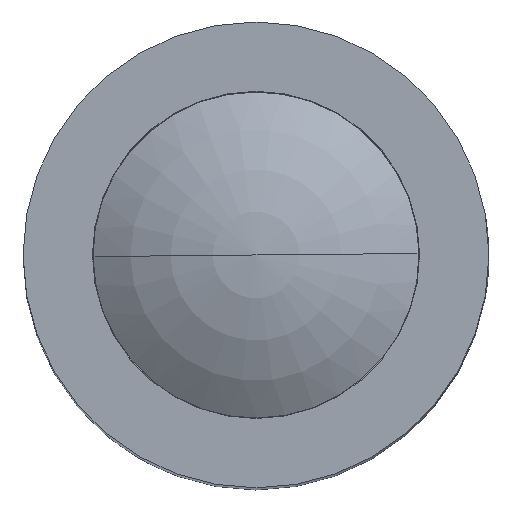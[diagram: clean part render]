
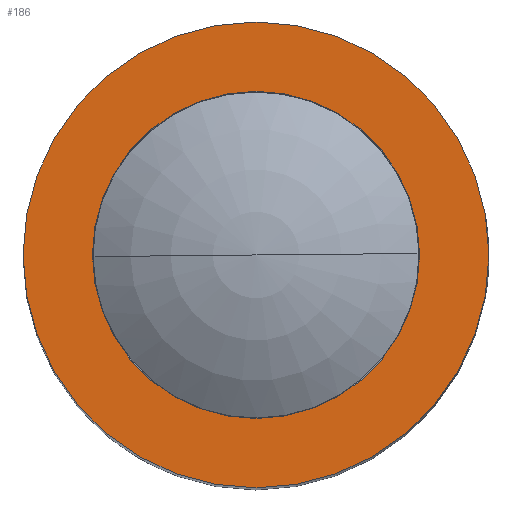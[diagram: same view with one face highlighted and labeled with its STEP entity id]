
A CAD part, top view. The second image highlights one B-rep face of the part: STEP entity #186.
In plain terms, the highlighted planar face has unit normal (0, 0, 1).
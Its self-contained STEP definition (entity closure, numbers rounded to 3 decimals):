
#14 = VERTEX_POINT ( 'NONE', #493 ) ;
#21 = VERTEX_POINT ( 'NONE', #398 ) ;
#22 = EDGE_CURVE ( 'NONE', #21, #14, #396, .T. ) ;
#171 = VERTEX_POINT ( 'NONE', #1042 ) ;
#173 = EDGE_CURVE ( 'NONE', #171, #174, #1053, .T. ) ;
#174 = VERTEX_POINT ( 'NONE', #1049 ) ;
#183 = ORIENTED_EDGE ( 'NONE', *, *, #22, .T. ) ;
#184 = ORIENTED_EDGE ( 'NONE', *, *, #200, .T. ) ;
#186 = ADVANCED_FACE ( 'NONE', ( #1156, #1155 ), #1080, .T. ) ;
#190 = EDGE_LOOP ( 'NONE', ( #183, #184 ) ) ;
#200 = EDGE_CURVE ( 'NONE', #14, #21, #1024, .T. ) ;
#215 = EDGE_CURVE ( 'NONE', #174, #171, #1172, .T. ) ;
#216 = ORIENTED_EDGE ( 'NONE', *, *, #215, .F. ) ;
#217 = ORIENTED_EDGE ( 'NONE', *, *, #173, .F. ) ;
#223 = EDGE_LOOP ( 'NONE', ( #216, #217 ) ) ;
#392 = DIRECTION ( 'NONE',  ( -1., 0., 0. ) ) ;
#393 = DIRECTION ( 'NONE',  ( 0., 0., 1. ) ) ;
#394 = CARTESIAN_POINT ( 'NONE',  ( 0., 0., 0. ) ) ;
#395 = AXIS2_PLACEMENT_3D ( 'NONE', #394, #393, #392 ) ;
#396 = CIRCLE ( 'NONE', #395, 2.858 ) ;
#398 = CARTESIAN_POINT ( 'NONE',  ( -2.858, 0., 0. ) ) ;
#493 = CARTESIAN_POINT ( 'NONE',  ( 2.857, 0., 0. ) ) ;
#1015 = DIRECTION ( 'NONE',  ( -1., 0., 0. ) ) ;
#1016 = DIRECTION ( 'NONE',  ( 0., 0., 1. ) ) ;
#1017 = CARTESIAN_POINT ( 'NONE',  ( 0., 0., 0. ) ) ;
#1018 = AXIS2_PLACEMENT_3D ( 'NONE', #1017, #1016, #1015 ) ;
#1024 = CIRCLE ( 'NONE', #1018, 2.858 ) ;
#1042 = CARTESIAN_POINT ( 'NONE',  ( 2.007, 0., 0. ) ) ;
#1049 = CARTESIAN_POINT ( 'NONE',  ( -2.007, 0., 0. ) ) ;
#1050 = DIRECTION ( 'NONE',  ( -1., 0., 0. ) ) ;
#1051 = DIRECTION ( 'NONE',  ( 0., 0., 1. ) ) ;
#1052 = CARTESIAN_POINT ( 'NONE',  ( 0., 0., 0. ) ) ;
#1053 = CIRCLE ( 'NONE', #1097, 2.007 ) ;
#1068 = DIRECTION ( 'NONE',  ( -1., 0., 0. ) ) ;
#1069 = DIRECTION ( 'NONE',  ( 0., 0., 1. ) ) ;
#1070 = CARTESIAN_POINT ( 'NONE',  ( 0., 0., 0. ) ) ;
#1071 = AXIS2_PLACEMENT_3D ( 'NONE', #1070, #1069, #1068 ) ;
#1080 = PLANE ( 'NONE',  #1071 ) ;
#1097 = AXIS2_PLACEMENT_3D ( 'NONE', #1052, #1051, #1050 ) ;
#1155 = FACE_OUTER_BOUND ( 'NONE', #190, .T. ) ;
#1156 = FACE_BOUND ( 'NONE', #223, .T. ) ;
#1168 = DIRECTION ( 'NONE',  ( -1., 0., 0. ) ) ;
#1169 = DIRECTION ( 'NONE',  ( 0., 0., 1. ) ) ;
#1170 = CARTESIAN_POINT ( 'NONE',  ( 0., 0., 0. ) ) ;
#1171 = AXIS2_PLACEMENT_3D ( 'NONE', #1170, #1169, #1168 ) ;
#1172 = CIRCLE ( 'NONE', #1171, 2.007 ) ;
